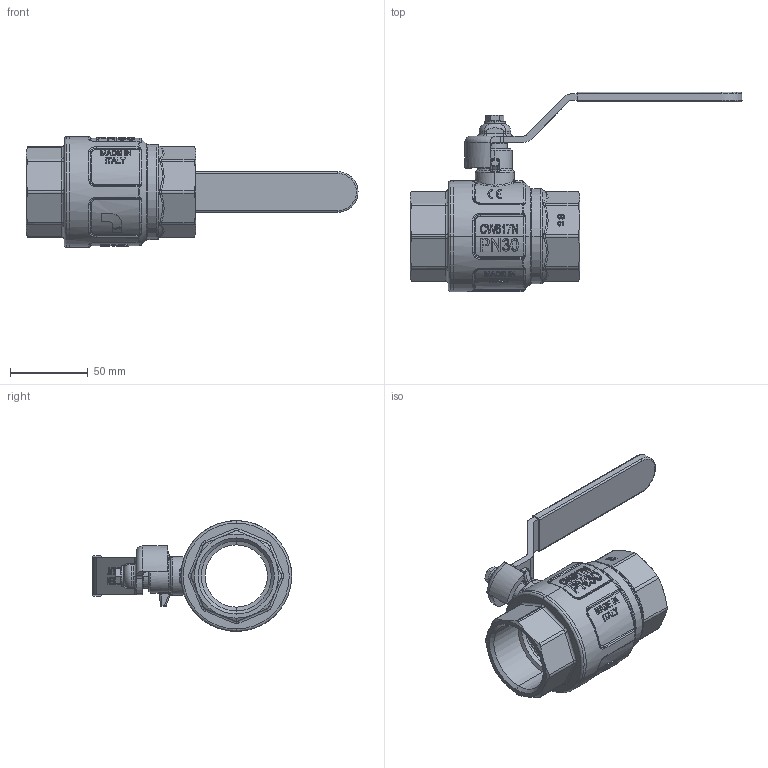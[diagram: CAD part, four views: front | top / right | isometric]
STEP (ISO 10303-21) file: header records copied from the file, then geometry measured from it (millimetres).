
FILE_DESCRIPTION (( 'STEP AP203' ), '1' );
FILE_NAME ('376B112.step', '2019-03-06T10:21:47', ( '' ), ( '' ), 'SwSTEP 2.0', 'SolidWorks 2018', '' );
FILE_SCHEMA (( 'CONFIG_CONTROL_DESIGN' ));
Length unit declared in the file: millimetre
Products named in the file (1): 376B112
Bounding box: 213 x 127.8 x 71 mm (x, y, z)
Surface area: 65312.1 mm2 (no closed solid volume)
Topology: 0 solids, 14 shells, 916 faces, 3020 edges, 2075 vertices
Faces by surface type: plane 326, bspline 281, cylinder 196, torus 66, cone 43, sphere 4
Entity records: 47998 total; most frequent: CARTESIAN_POINT 24429, ORIENTED_EDGE 5138, DIRECTION 3954, EDGE_CURVE 3008, VERTEX_POINT 2075, VECTOR 1374, LINE 1374, AXIS2_PLACEMENT_3D 1290
